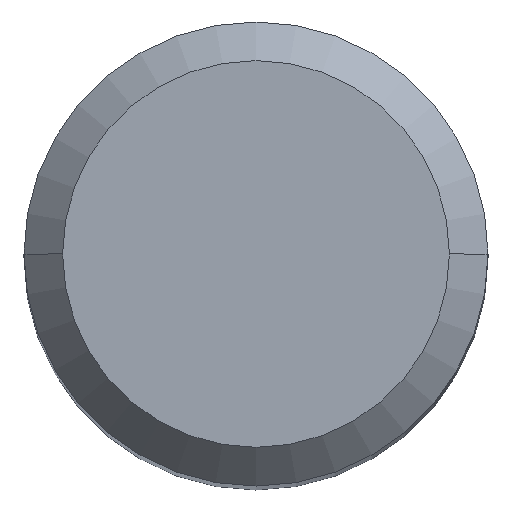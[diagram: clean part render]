
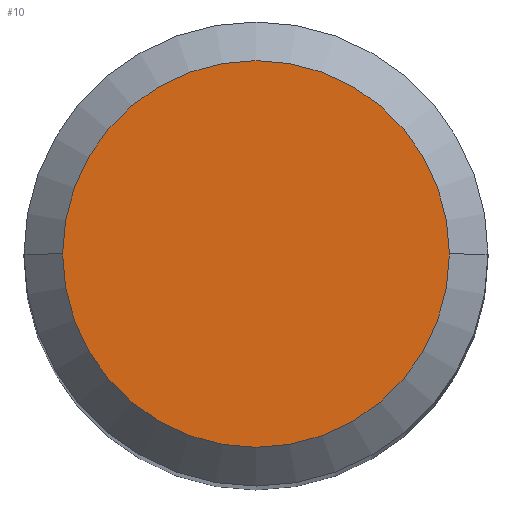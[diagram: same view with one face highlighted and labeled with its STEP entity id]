
A CAD part, top view. The second image highlights one B-rep face of the part: STEP entity #10.
In plain terms, the highlighted planar face has unit normal (0, 0, 1).
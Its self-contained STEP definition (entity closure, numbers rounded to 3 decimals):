
#4 = DIRECTION ( 'NONE',  ( 1., 0., 0. ) ) ;
#10 = ADVANCED_FACE ( 'NONE', ( #48 ), #167, .T. ) ;
#20 = CARTESIAN_POINT ( 'NONE',  ( 0., 0., 30. ) ) ;
#26 = DIRECTION ( 'NONE',  ( 0., 0., 1. ) ) ;
#45 = EDGE_CURVE ( 'NONE', #221, #214, #145, .T. ) ;
#48 = FACE_OUTER_BOUND ( 'NONE', #270, .T. ) ;
#58 = DIRECTION ( 'NONE',  ( 1., 0., 0. ) ) ;
#64 = DIRECTION ( 'NONE',  ( 0., 0., 1. ) ) ;
#79 = AXIS2_PLACEMENT_3D ( 'NONE', #20, #64, #231 ) ;
#87 = AXIS2_PLACEMENT_3D ( 'NONE', #154, #26, #4 ) ;
#114 = CARTESIAN_POINT ( 'NONE',  ( -2.5, 0., 30. ) ) ;
#120 = ORIENTED_EDGE ( 'NONE', *, *, #237, .T. ) ;
#143 = AXIS2_PLACEMENT_3D ( 'NONE', #170, #215, #58 ) ;
#145 = CIRCLE ( 'NONE', #143, 2.5 ) ;
#146 = ORIENTED_EDGE ( 'NONE', *, *, #45, .T. ) ;
#150 = CIRCLE ( 'NONE', #87, 2.5 ) ;
#154 = CARTESIAN_POINT ( 'NONE',  ( 0., 0., 30. ) ) ;
#167 = PLANE ( 'NONE',  #79 ) ;
#170 = CARTESIAN_POINT ( 'NONE',  ( 0., 0., 30. ) ) ;
#176 = CARTESIAN_POINT ( 'NONE',  ( 2.5, 0., 30. ) ) ;
#214 = VERTEX_POINT ( 'NONE', #176 ) ;
#215 = DIRECTION ( 'NONE',  ( 0., 0., 1. ) ) ;
#221 = VERTEX_POINT ( 'NONE', #114 ) ;
#231 = DIRECTION ( 'NONE',  ( 1., 0., 0. ) ) ;
#237 = EDGE_CURVE ( 'NONE', #214, #221, #150, .T. ) ;
#270 = EDGE_LOOP ( 'NONE', ( #146, #120 ) ) ;
